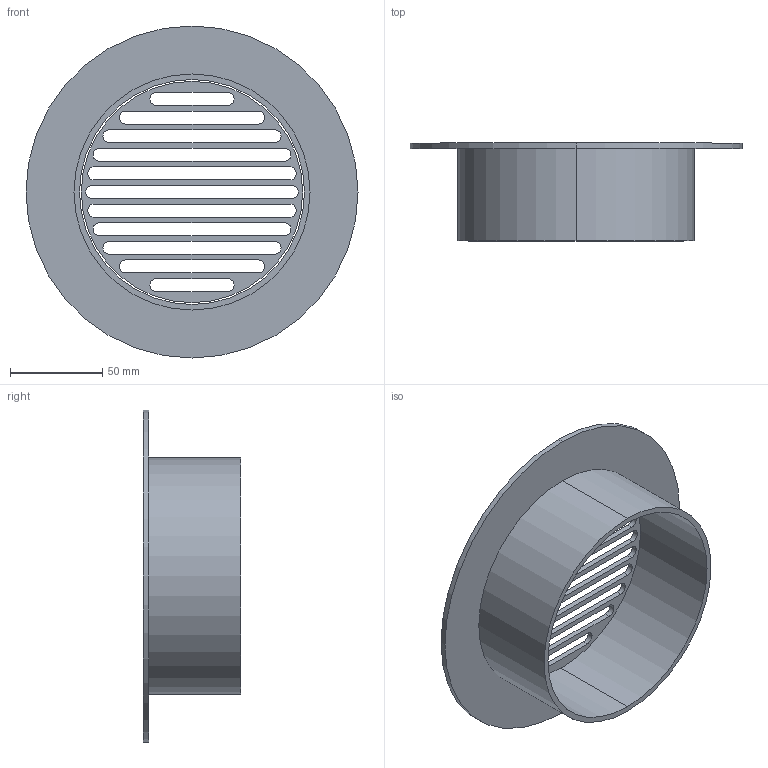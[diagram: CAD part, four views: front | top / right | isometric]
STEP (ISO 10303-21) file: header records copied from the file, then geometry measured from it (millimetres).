
FILE_DESCRIPTION (( 'STEP AP203' ), '1' );
FILE_NAME ('CARAVANVENT_REV_.step', '2025-08-17T03:58:40', ( '' ), ( '' ), 'SwSTEP 2.0', 'SolidWorks 2024', '' );
FILE_SCHEMA (( 'CONFIG_CONTROL_DESIGN' ));
Length unit declared in the file: millimetre
Products named in the file (1): CARAVANVENT_REV_
Bounding box: 180 x 53 x 180 mm (x, y, z)
Volume: 113233.8 mm3; surface area: 85720.8 mm2
Topology: 2 solids, 2 shells, 57 faces, 156 edges, 104 vertices
Faces by surface type: cylinder 30, plane 27
Entity records: 1953 total; most frequent: DIRECTION 332, CARTESIAN_POINT 318, ORIENTED_EDGE 312, EDGE_CURVE 156, AXIS2_PLACEMENT_3D 118, VERTEX_POINT 104, LINE 96, VECTOR 96
